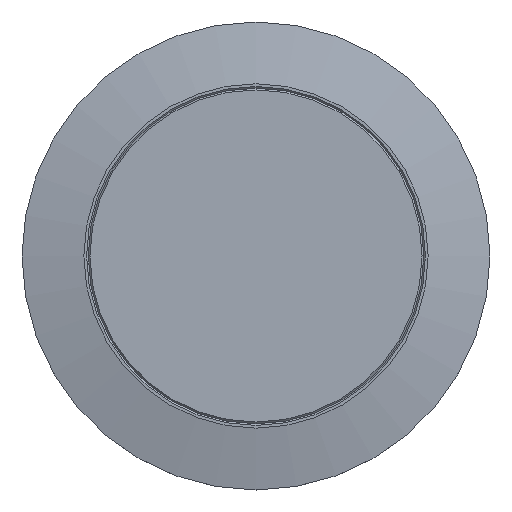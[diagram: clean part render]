
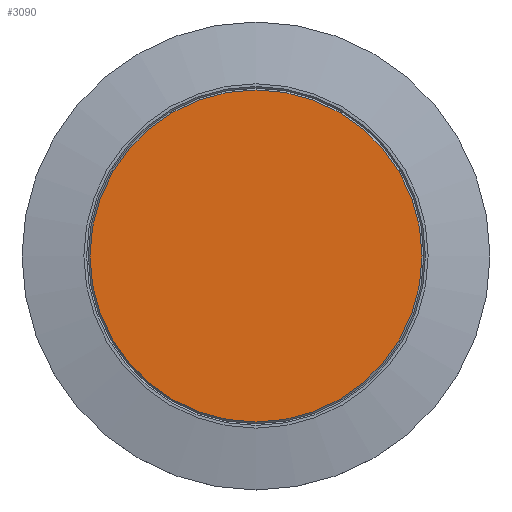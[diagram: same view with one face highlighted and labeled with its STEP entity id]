
A CAD part, top view. The second image highlights one B-rep face of the part: STEP entity #3090.
In plain terms, the highlighted planar face has unit normal (0, 0, 1).
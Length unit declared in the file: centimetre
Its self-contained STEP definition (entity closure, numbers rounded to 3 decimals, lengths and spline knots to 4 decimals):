
#547=PLANE('',#3475);
#732=FACE_OUTER_BOUND('',#944,.T.);
#944=EDGE_LOOP('',(#2764));
#1206=CIRCLE('',#3476,0.99);
#1495=VERTEX_POINT('',#10330);
#1944=EDGE_CURVE('',#1495,#1495,#1206,.T.);
#2764=ORIENTED_EDGE('',*,*,#1944,.F.);
#3090=ADVANCED_FACE('',(#732),#547,.T.);
#3475=AXIS2_PLACEMENT_3D('',#10329,#4415,#4416);
#3476=AXIS2_PLACEMENT_3D('',#10331,#4417,#4418);
#4415=DIRECTION('center_axis',(0.,0.,
1.));
#4416=DIRECTION('ref_axis',(0.,1.,0.));
#4417=DIRECTION('center_axis',(0.,0.,
-1.));
#4418=DIRECTION('ref_axis',(-1.,0.,0.));
#10329=CARTESIAN_POINT('Origin',(-0.6115,0.7366,1.115));
#10330=CARTESIAN_POINT('',(-1.1065,0.7366,1.115));
#10331=CARTESIAN_POINT('Origin',(-0.1165,0.7366,1.115));
